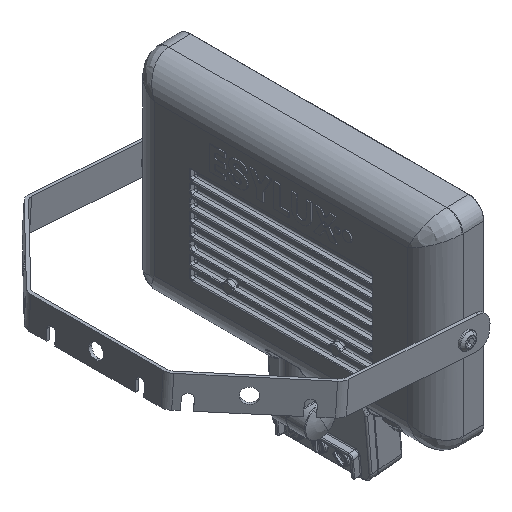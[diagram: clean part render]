
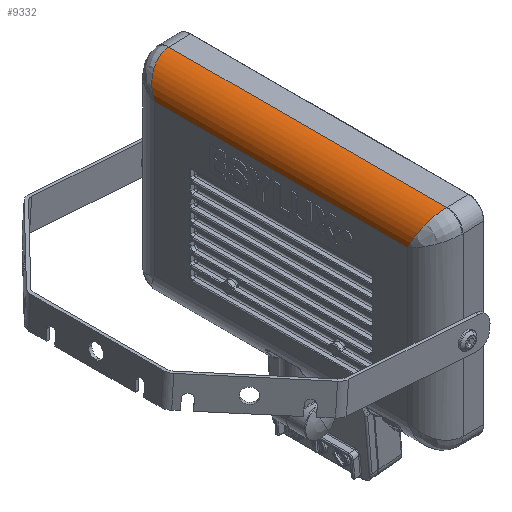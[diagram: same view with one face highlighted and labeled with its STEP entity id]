
A CAD part, isometric view. The second image highlights one B-rep face of the part: STEP entity #9332.
In plain terms, the highlighted cylindrical face has radius 18 mm (diameter 36 mm), a partial arc.
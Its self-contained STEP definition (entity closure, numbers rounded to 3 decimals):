
#3058=CARTESIAN_POINT('Line Origine',(-31.5,0.,48.918)) ;
#3062=CARTESIAN_POINT('Vertex',(-31.5,82.,48.918)) ;
#3064=CARTESIAN_POINT('Vertex',(-31.5,-82.,48.918)) ;
#9284=CARTESIAN_POINT('Axis2P3D Location',(-13.5,-0.002,48.918)) ;
#9290=CARTESIAN_POINT('Control Point',(-31.5,-82.,48.918)) ;
#9291=CARTESIAN_POINT('Control Point',(-31.5,-82.757,50.621)) ;
#9292=CARTESIAN_POINT('Control Point',(-31.299,-83.514,52.324)) ;
#9293=CARTESIAN_POINT('Control Point',(-30.896,-84.26,54.001)) ;
#9294=CARTESIAN_POINT('Control Point',(-29.757,-85.624,57.071)) ;
#9295=CARTESIAN_POINT('Control Point',(-27.932,-86.857,59.845)) ;
#9296=CARTESIAN_POINT('Control Point',(-26.924,-87.399,61.065)) ;
#9297=CARTESIAN_POINT('Control Point',(-24.209,-88.57,63.699)) ;
#9298=CARTESIAN_POINT('Control Point',(-20.81,-89.413,65.596)) ;
#9299=CARTESIAN_POINT('Control Point',(-18.66,-89.765,66.389)) ;
#9300=CARTESIAN_POINT('Control Point',(-16.401,-89.96,66.827)) ;
#9301=CARTESIAN_POINT('Control Point',(-14.128,-89.995,66.907)) ;
#9302=CARTESIAN_POINT('Vertex',(-14.128,-89.995,66.907)) ;
#9305=CARTESIAN_POINT('Line Origine',(-14.128,-0.002,66.907)) ;
#9309=CARTESIAN_POINT('Vertex',(-14.128,89.995,66.907)) ;
#9313=CARTESIAN_POINT('Control Point',(-31.5,82.,48.918)) ;
#9314=CARTESIAN_POINT('Control Point',(-31.5,82.757,50.621)) ;
#9315=CARTESIAN_POINT('Control Point',(-31.299,83.514,52.324)) ;
#9316=CARTESIAN_POINT('Control Point',(-30.896,84.26,54.001)) ;
#9317=CARTESIAN_POINT('Control Point',(-29.757,85.624,57.071)) ;
#9318=CARTESIAN_POINT('Control Point',(-27.932,86.857,59.845)) ;
#9319=CARTESIAN_POINT('Control Point',(-26.924,87.399,61.065)) ;
#9320=CARTESIAN_POINT('Control Point',(-24.209,88.57,63.699)) ;
#9321=CARTESIAN_POINT('Control Point',(-20.81,89.413,65.596)) ;
#9322=CARTESIAN_POINT('Control Point',(-18.66,89.765,66.389)) ;
#9323=CARTESIAN_POINT('Control Point',(-16.401,89.96,66.827)) ;
#9324=CARTESIAN_POINT('Control Point',(-14.128,89.995,66.907)) ;
#3059=DIRECTION('Vector Direction',(0.,1.,0.)) ;
#9285=DIRECTION('Axis2P3D Direction',(0.,1.,0.)) ;
#9286=DIRECTION('Axis2P3D XDirection',(-1.,0.,0.)) ;
#9306=DIRECTION('Vector Direction',(0.,1.,0.)) ;
#9287=AXIS2_PLACEMENT_3D('Cylinder Axis2P3D',#9284,#9285,#9286) ;
#9327=ORIENTED_EDGE('',*,*,#9304,.F.) ;
#9328=ORIENTED_EDGE('',*,*,#9311,.F.) ;
#9329=ORIENTED_EDGE('',*,*,#9325,.T.) ;
#9330=ORIENTED_EDGE('',*,*,#3066,.T.) ;
#3060=VECTOR('Line Direction',#3059,1.) ;
#9307=VECTOR('Line Direction',#9306,1.) ;
#9332=ADVANCED_FACE('1',(#9331),#9288,.T.) ;
#9289=B_SPLINE_CURVE_WITH_KNOTS('',5,(#9290,#9291,#9292,#9293,#9294,#9295,#9296,#9297,#9298,#9299,#9300,#9301),.UNSPECIFIED.,.F.,.U.,(6,3,3,6),(0.,13.181,24.918,41.004),.UNSPECIFIED.) ;
#9312=B_SPLINE_CURVE_WITH_KNOTS('',5,(#9313,#9314,#9315,#9316,#9317,#9318,#9319,#9320,#9321,#9322,#9323,#9324),.UNSPECIFIED.,.F.,.U.,(6,3,3,6),(0.,13.181,24.918,41.004),.UNSPECIFIED.) ;
#9288=CYLINDRICAL_SURFACE('generated cylinder',#9287,18.) ;
#3066=EDGE_CURVE('',#3063,#3065,#3061,.F.) ;
#9304=EDGE_CURVE('',#9303,#3065,#9289,.F.) ;
#9311=EDGE_CURVE('',#9310,#9303,#9308,.F.) ;
#9325=EDGE_CURVE('',#9310,#3063,#9312,.F.) ;
#9326=EDGE_LOOP('',(#9327,#9328,#9329,#9330)) ;
#9331=FACE_OUTER_BOUND('',#9326,.T.) ;
#3061=LINE('Line',#3058,#3060) ;
#9308=LINE('Line',#9305,#9307) ;
#3063=VERTEX_POINT('',#3062) ;
#3065=VERTEX_POINT('',#3064) ;
#9303=VERTEX_POINT('',#9302) ;
#9310=VERTEX_POINT('',#9309) ;
